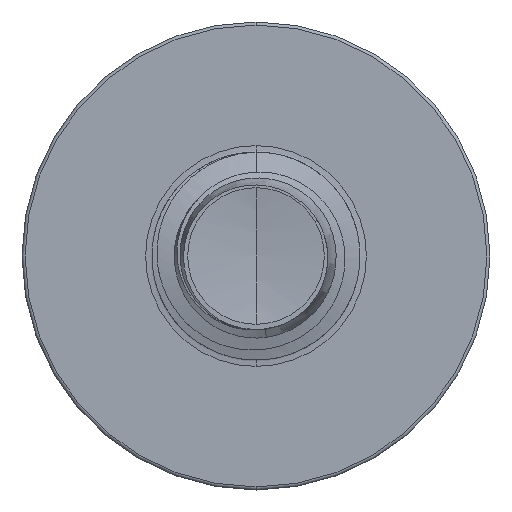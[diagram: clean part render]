
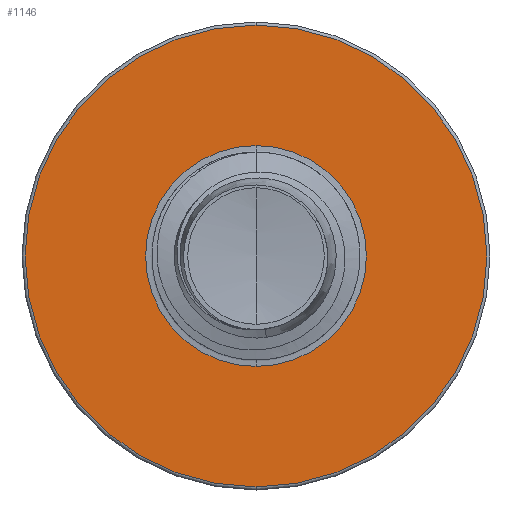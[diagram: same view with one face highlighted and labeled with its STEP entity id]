
A CAD part, front view. The second image highlights one B-rep face of the part: STEP entity #1146.
In plain terms, the highlighted planar face has unit normal (0, -1, 0).
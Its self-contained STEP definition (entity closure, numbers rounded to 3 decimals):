
#155 = DIRECTION ( 'NONE',  ( 0., 0., 1. ) ) ;
#1022 = ORIENTED_EDGE ( 'NONE', *, *, #9447, .T. ) ;
#1146 = ADVANCED_FACE ( 'NONE', ( #10428, #1218 ), #4182, .F. ) ;
#1218 = FACE_BOUND ( 'NONE', #12871, .T. ) ;
#1401 = EDGE_CURVE ( 'NONE', #8343, #13426, #12027, .T. ) ;
#1496 = VERTEX_POINT ( 'NONE', #7480 ) ;
#2185 = CARTESIAN_POINT ( 'NONE',  ( 0., 9., 0. ) ) ;
#2663 = ORIENTED_EDGE ( 'NONE', *, *, #8636, .T. ) ;
#3395 = AXIS2_PLACEMENT_3D ( 'NONE', #15514, #6672, #16951 ) ;
#3774 = DIRECTION ( 'NONE',  ( 0., 0., 1. ) ) ;
#4182 = PLANE ( 'NONE',  #9277 ) ;
#6672 = DIRECTION ( 'NONE',  ( 0., 1., 0. ) ) ;
#6764 = CARTESIAN_POINT ( 'NONE',  ( 0., 9., 6.66 ) ) ;
#7020 = CARTESIAN_POINT ( 'NONE',  ( 0., 9., -3.186 ) ) ;
#7187 = CARTESIAN_POINT ( 'NONE',  ( 0., 9., -6.66 ) ) ;
#7480 = CARTESIAN_POINT ( 'NONE',  ( 0., 9., 3.186 ) ) ;
#8152 = DIRECTION ( 'NONE',  ( 0., 0., 1. ) ) ;
#8169 = DIRECTION ( 'NONE',  ( 0., 1., 0. ) ) ;
#8195 = CARTESIAN_POINT ( 'NONE',  ( 0., 9., 0. ) ) ;
#8343 = VERTEX_POINT ( 'NONE', #7187 ) ;
#8573 = ORIENTED_EDGE ( 'NONE', *, *, #1401, .F. ) ;
#8636 = EDGE_CURVE ( 'NONE', #13645, #1496, #8903, .T. ) ;
#8903 = CIRCLE ( 'NONE', #3395, 3.186 ) ;
#9277 = AXIS2_PLACEMENT_3D ( 'NONE', #18701, #17909, #17790 ) ;
#9447 = EDGE_CURVE ( 'NONE', #1496, #13645, #17292, .T. ) ;
#9507 = DIRECTION ( 'NONE',  ( 0., 1., 0. ) ) ;
#10428 = FACE_OUTER_BOUND ( 'NONE', #11715, .T. ) ;
#11291 = AXIS2_PLACEMENT_3D ( 'NONE', #8195, #8169, #8152 ) ;
#11715 = EDGE_LOOP ( 'NONE', ( #14415, #8573 ) ) ;
#12027 = CIRCLE ( 'NONE', #11291, 6.66 ) ;
#12824 = DIRECTION ( 'NONE',  ( 0., 1., 0. ) ) ;
#12871 = EDGE_LOOP ( 'NONE', ( #1022, #2663 ) ) ;
#13397 = AXIS2_PLACEMENT_3D ( 'NONE', #2185, #12824, #3774 ) ;
#13426 = VERTEX_POINT ( 'NONE', #6764 ) ;
#13645 = VERTEX_POINT ( 'NONE', #7020 ) ;
#14415 = ORIENTED_EDGE ( 'NONE', *, *, #15291, .F. ) ;
#15291 = EDGE_CURVE ( 'NONE', #13426, #8343, #16126, .T. ) ;
#15514 = CARTESIAN_POINT ( 'NONE',  ( 0., 9., 0. ) ) ;
#16126 = CIRCLE ( 'NONE', #17829, 6.66 ) ;
#16951 = DIRECTION ( 'NONE',  ( 0., 0., 1. ) ) ;
#17292 = CIRCLE ( 'NONE', #13397, 3.186 ) ;
#17790 = DIRECTION ( 'NONE',  ( 0., 0., 1. ) ) ;
#17829 = AXIS2_PLACEMENT_3D ( 'NONE', #18131, #9507, #155 ) ;
#17909 = DIRECTION ( 'NONE',  ( 0., 1., 0. ) ) ;
#18131 = CARTESIAN_POINT ( 'NONE',  ( 0., 9., 0. ) ) ;
#18701 = CARTESIAN_POINT ( 'NONE',  ( 0., 9., -3.186 ) ) ;
